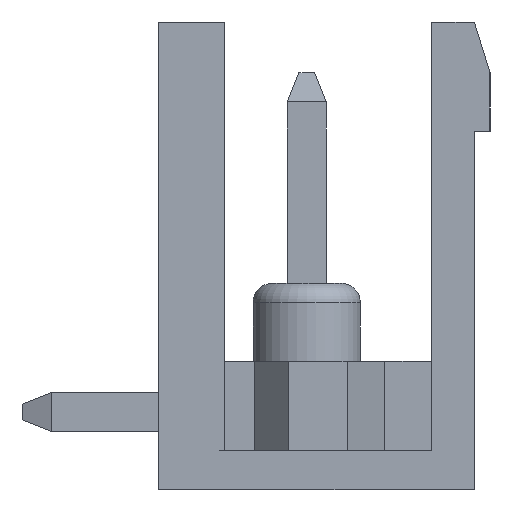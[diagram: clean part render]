
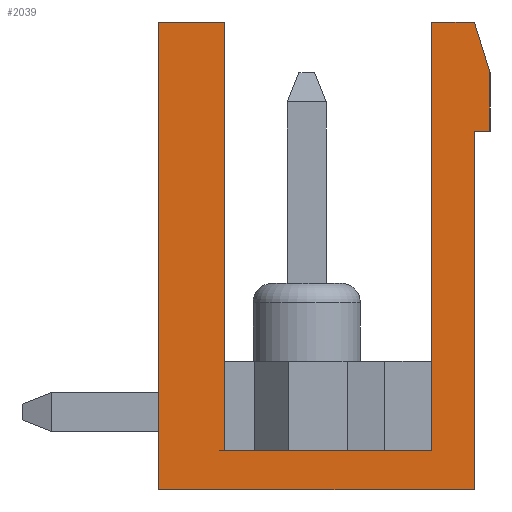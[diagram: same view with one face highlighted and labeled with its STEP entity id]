
A CAD part, left-side view. The second image highlights one B-rep face of the part: STEP entity #2039.
In plain terms, the highlighted planar face has unit normal (-1, 0, 0).
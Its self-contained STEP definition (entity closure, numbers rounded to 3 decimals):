
#2039 = ADVANCED_FACE( '', ( #4137 ), #4138, .F. );
#4137 = FACE_OUTER_BOUND( '', #6307, .T. );
#4138 = PLANE( '', #6308 );
#6307 = EDGE_LOOP( '', ( #12115, #12116, #12117, #12118, #12119, #12120, #12121, #12122, #12123, #12124, #12125 ) );
#6308 = AXIS2_PLACEMENT_3D( '', #12126, #12127, #12128 );
#12115 = ORIENTED_EDGE( '', *, *, #15862, .T. );
#12116 = ORIENTED_EDGE( '', *, *, #15863, .F. );
#12117 = ORIENTED_EDGE( '', *, *, #14736, .F. );
#12118 = ORIENTED_EDGE( '', *, *, #14552, .F. );
#12119 = ORIENTED_EDGE( '', *, *, #14577, .T. );
#12120 = ORIENTED_EDGE( '', *, *, #15814, .F. );
#12121 = ORIENTED_EDGE( '', *, *, #15864, .F. );
#12122 = ORIENTED_EDGE( '', *, *, #14770, .F. );
#12123 = ORIENTED_EDGE( '', *, *, #15177, .T. );
#12124 = ORIENTED_EDGE( '', *, *, #15793, .T. );
#12125 = ORIENTED_EDGE( '', *, *, #13552, .F. );
#12126 = CARTESIAN_POINT( '', ( -50.8, 0., 0. ) );
#12127 = DIRECTION( '', ( 1., 0., 0. ) );
#12128 = DIRECTION( '', ( 0., 0., -1. ) );
#13552 = EDGE_CURVE( '', #16311, #16312, #16313, .T. );
#14552 = EDGE_CURVE( '', #18000, #17991, #18002, .T. );
#14577 = EDGE_CURVE( '', #18000, #18036, #18038, .T. );
#14736 = EDGE_CURVE( '', #17991, #18305, #18306, .T. );
#14770 = EDGE_CURVE( '', #18352, #18353, #18354, .T. );
#15177 = EDGE_CURVE( '', #18352, #18943, #18944, .T. );
#15793 = EDGE_CURVE( '', #18943, #16312, #19726, .T. );
#15814 = EDGE_CURVE( '', #19749, #18036, #19750, .T. );
#15862 = EDGE_CURVE( '', #16311, #19810, #19811, .T. );
#15863 = EDGE_CURVE( '', #18305, #19810, #19812, .T. );
#15864 = EDGE_CURVE( '', #18353, #19749, #19813, .T. );
#16311 = VERTEX_POINT( '', #20375 );
#16312 = VERTEX_POINT( '', #20376 );
#16313 = LINE( '', #20377, #20378 );
#17991 = VERTEX_POINT( '', #22821 );
#18000 = VERTEX_POINT( '', #22834 );
#18002 = LINE( '', #22837, #22838 );
#18036 = VERTEX_POINT( '', #22888 );
#18038 = LINE( '', #22891, #22892 );
#18305 = VERTEX_POINT( '', #23304 );
#18306 = LINE( '', #23305, #23306 );
#18352 = VERTEX_POINT( '', #23374 );
#18353 = VERTEX_POINT( '', #23375 );
#18354 = LINE( '', #23376, #23377 );
#18943 = VERTEX_POINT( '', #24249 );
#18944 = LINE( '', #24250, #24251 );
#19726 = LINE( '', #25406, #25407 );
#19749 = VERTEX_POINT( '', #25439 );
#19750 = LINE( '', #25440, #25441 );
#19810 = VERTEX_POINT( '', #25523 );
#19811 = LINE( '', #25524, #25525 );
#19812 = LINE( '', #25526, #25527 );
#19813 = LINE( '', #25528, #25529 );
#20375 = CARTESIAN_POINT( '', ( -50.8, -4.45, 4.7 ) );
#20376 = CARTESIAN_POINT( '', ( -50.8, -4.45, 3.2 ) );
#20377 = CARTESIAN_POINT( '', ( -50.8, -4.45, 6. ) );
#20378 = VECTOR( '', #25917, 1000. );
#22821 = CARTESIAN_POINT( '', ( -50.8, -2.95, -5. ) );
#22834 = CARTESIAN_POINT( '', ( -50.8, 2.35, -5. ) );
#22837 = CARTESIAN_POINT( '', ( -50.8, 2.35, -5. ) );
#22838 = VECTOR( '', #26832, 1000. );
#22888 = CARTESIAN_POINT( '', ( -50.8, 2.35, 6. ) );
#22891 = CARTESIAN_POINT( '', ( -50.8, 2.35, -5. ) );
#22892 = VECTOR( '', #26850, 1000. );
#23304 = CARTESIAN_POINT( '', ( -50.8, -2.95, 6. ) );
#23305 = CARTESIAN_POINT( '', ( -50.8, -2.95, -5. ) );
#23306 = VECTOR( '', #27014, 1000. );
#23374 = CARTESIAN_POINT( '', ( -50.8, -4.05, -6. ) );
#23375 = CARTESIAN_POINT( '', ( -50.8, 4.05, -6. ) );
#23376 = CARTESIAN_POINT( '', ( -50.8, -4.45, -6. ) );
#23377 = VECTOR( '', #27043, 1000. );
#24249 = CARTESIAN_POINT( '', ( -50.8, -4.05, 3.2 ) );
#24250 = CARTESIAN_POINT( '', ( -50.8, -4.05, -6. ) );
#24251 = VECTOR( '', #27399, 1000. );
#25406 = CARTESIAN_POINT( '', ( -50.8, -4.05, 3.2 ) );
#25407 = VECTOR( '', #27884, 1000. );
#25439 = CARTESIAN_POINT( '', ( -50.8, 4.05, 6. ) );
#25440 = CARTESIAN_POINT( '', ( -50.8, 4.05, 6. ) );
#25441 = VECTOR( '', #27897, 1000. );
#25523 = CARTESIAN_POINT( '', ( -50.8, -4.05, 6. ) );
#25524 = CARTESIAN_POINT( '', ( -50.8, -4.45, 4.7 ) );
#25525 = VECTOR( '', #27950, 1000. );
#25526 = CARTESIAN_POINT( '', ( -50.8, 4.05, 6. ) );
#25527 = VECTOR( '', #27951, 1000. );
#25528 = CARTESIAN_POINT( '', ( -50.8, 4.05, -6. ) );
#25529 = VECTOR( '', #27952, 1000. );
#25917 = DIRECTION( '', ( 0., 0., -1. ) );
#26832 = DIRECTION( '', ( 0., -1., 0. ) );
#26850 = DIRECTION( '', ( 0., 0., 1. ) );
#27014 = DIRECTION( '', ( 0., 0., 1. ) );
#27043 = DIRECTION( '', ( 0., 1., 0. ) );
#27399 = DIRECTION( '', ( 0., 0., 1. ) );
#27884 = DIRECTION( '', ( 0., -1., 0. ) );
#27897 = DIRECTION( '', ( 0., -1., 0. ) );
#27950 = DIRECTION( '', ( 0., 0.294, 0.956 ) );
#27951 = DIRECTION( '', ( 0., -1., 0. ) );
#27952 = DIRECTION( '', ( 0., 0., 1. ) );
